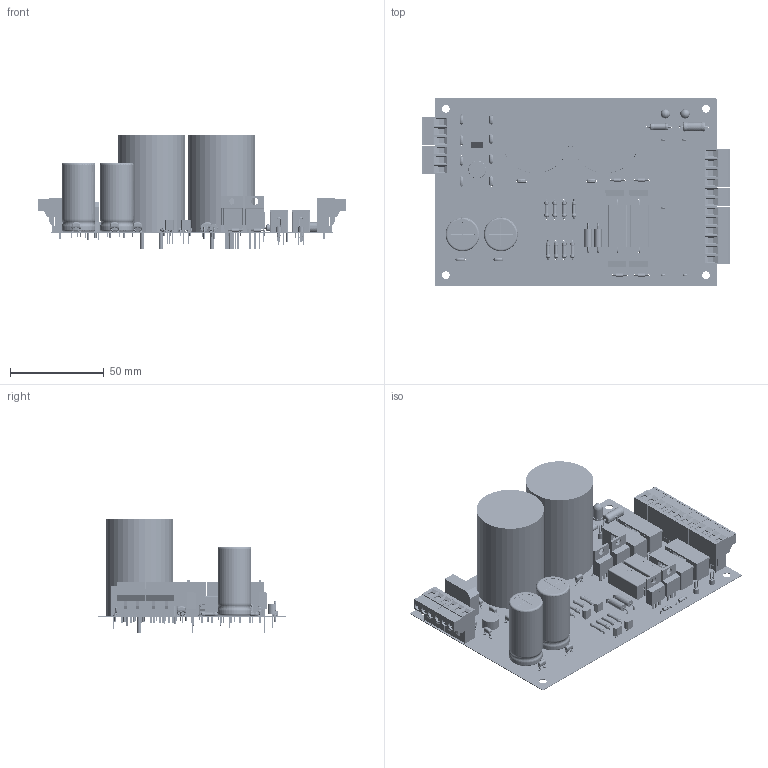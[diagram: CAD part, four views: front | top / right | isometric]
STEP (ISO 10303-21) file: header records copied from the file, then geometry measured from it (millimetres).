
FILE_DESCRIPTION(('Open CASCADE Model'),'2;1');
FILE_NAME('Open CASCADE Shape Model','2019-07-18T05:10:06',('Author'),( 'Open CASCADE'),'Open CASCADE STEP processor 6.8','Open CASCADE 6.8' ,'Unknown');
FILE_SCHEMA(('AUTOMOTIVE_DESIGN { 1 0 10303 214 1 1 1 1 }'));
Length unit declared in the file: millimetre
Products named in the file (126): PCB; Board; TPGND; TestPoint_Multi; TestPoint_Multi_Standoff; TestPoint_Multi_Loop; TP-LV; TP-HV; TP+LV; TP+HV; RL2; Res50-Axial_0_5W-5_6K; RL1; User_Library-Res60-Axial_1W-20K-5%; User_Library-RES-1W__W002; User_Library-RES-1W__W003; User_Library-RES-1W__W004; User_Library-RES-1W__W005; User_Library-RES-1W__W006; User_Library-RES-1W_Fusion; R14; Res40-Axial_0_25W-10K; R13; User_Library-Res40-Axial_2W-0R62-5%; User_Library-Resistor_Carvao_2W.STEP; User_Library-Resistor_Carvao_2W_leed.STEP; User_Library-Resistor_Carvao_2W_leed1.STEP; User_Library-Resistor_Carvao_2W_Cylinder003.STEP; User_Library-Resistor_Carvao_2W_Cylinder004.STEP; User_Library-Resistor_Carvao_2W_Torus.STEP; User_Library-Resistor_Carvao_2W_Torus001.STEP; User_Library-Resistor_Carvao_2W_fx_1.STEP; User_Library-Resistor_Carvao_2W_fx_2.STEP; User_Library-Resistor_Carvao_2W_fx_3.STEP; User_Library-Resistor_Carvao_2W_fx_tol.STEP; User_Library-Resistor_Carvao_2W_Cylinder005.STEP; User_Library-Resistor_Carvao_2W_Cylinder006.STEP; User_Library-Resistor_Carvao_2W_Cylinder007.STEP; User_Library-Resistor_Carvao_2W_Fillet.STEP; User_Library-Resistor_Carvao_2W_Fillet001.STEP ...
Assembly tree (193 placements, depth 5):
  PCB
    Board
    TPGND
      TestPoint_Multi
        TestPoint_Multi_Standoff
        TestPoint_Multi_Loop
    TP-LV
      TestPoint_Multi
        TestPoint_Multi_Standoff
        TestPoint_Multi_Loop
    TP-HV
      TestPoint_Multi
        TestPoint_Multi_Standoff
        TestPoint_Multi_Loop
    TP+LV
      TestPoint_Multi
        TestPoint_Multi_Standoff
        TestPoint_Multi_Loop
    TP+HV
      TestPoint_Multi
        TestPoint_Multi_Standoff
        TestPoint_Multi_Loop
    RL2
      Res50-Axial_0_5W-5_6K  x2
    RL1
      User_Library-Res60-Axial_1W-20K-5%  x2
        User_Library-RES-1W__W002
        User_Library-RES-1W__W003
        User_Library-RES-1W__W004
        User_Library-RES-1W__W005
        User_Library-RES-1W__W006
        User_Library-RES-1W_Fusion
    R14
      Res40-Axial_0_25W-10K
    R13
      User_Library-Res40-Axial_2W-0R62-5%
        User_Library-Resistor_Carvao_2W.STEP
          User_Library-Resistor_Carvao_2W_leed.STEP
          User_Library-Resistor_Carvao_2W_leed1.STEP
          User_Library-Resistor_Carvao_2W_Cylinder003.STEP
          User_Library-Resistor_Carvao_2W_Cylinder004.STEP
          User_Library-Resistor_Carvao_2W_Torus.STEP
          User_Library-Resistor_Carvao_2W_Torus001.STEP
          User_Library-Resistor_Carvao_2W_fx_1.STEP
          User_Library-Resistor_Carvao_2W_fx_2.STEP
          User_Library-Resistor_Carvao_2W_fx_3.STEP
          User_Library-Resistor_Carvao_2W_fx_tol.STEP
          User_Library-Resistor_Carvao_2W_Cylinder005.STEP
          User_Library-Resistor_Carvao_2W_Cylinder006.STEP
          User_Library-Resistor_Carvao_2W_Cylinder007.STEP
          User_Library-Resistor_Carvao_2W_Fillet.STEP
          User_Library-Resistor_Carvao_2W_Fillet001.STEP
    R12
      Res40-Axial_0_25W-10K
    R11
      Res40-Axial_0_25W-10K
    R10
      User_Library-Res40-Axial_2W-0R62-5%
        User_Library-Resistor_Carvao_2W.STEP
          User_Library-Resistor_Carvao_2W_leed.STEP
Bounding box: 164.2 x 100 x 61.1 mm (x, y, z)
Volume: 262218.1 mm3; surface area: 110322.6 mm2
Topology: 199 solids, 203 shells, 5818 faces, 14584 edges, 9460 vertices
Faces by surface type: plane 3158, cylinder 1556, bspline 624, torus 350, cone 86, sphere 44
Full cylindrical faces by diameter (mm): 0.6 x96, 0.75 x12, 0.8 x24, 0.85 x16, 0.9 x8, 1 x32, 1.1 x4, 1.5 x12, 1.6 x23, 2.108 x8, 2.4 x4, 3.2 x5, 4.1 x4, 35.992 x4
Entity records: 72769 total; most frequent: CARTESIAN_POINT 17584, ORIENTED_EDGE 9062, DIRECTION 8930, EDGE_CURVE 4531, AXIS2_PLACEMENT_3D 3127, VERTEX_POINT 3066, LINE 2676, VECTOR 2676
